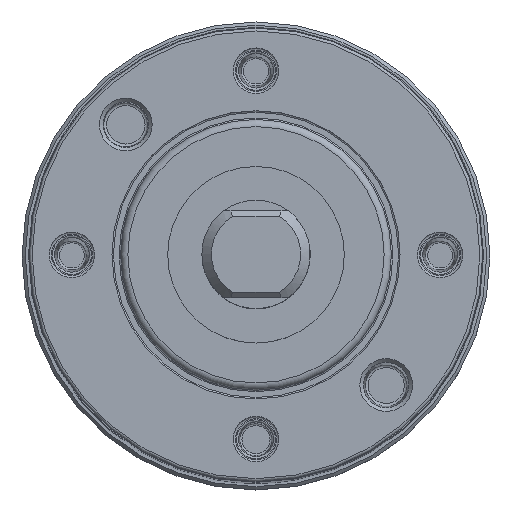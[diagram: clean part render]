
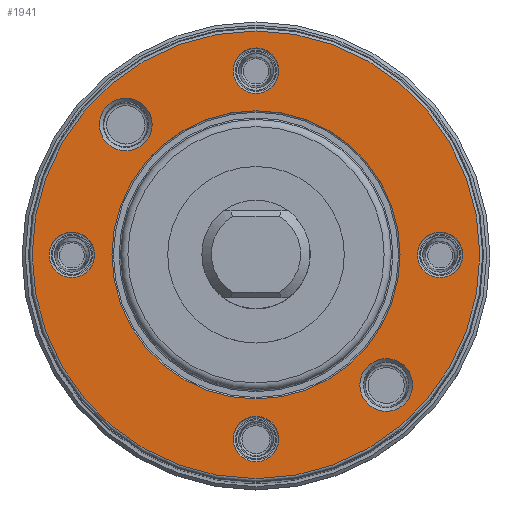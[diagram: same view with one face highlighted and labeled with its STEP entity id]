
A CAD part, top view. The second image highlights one B-rep face of the part: STEP entity #1941.
In plain terms, the highlighted planar face has unit normal (0, 0, 1).
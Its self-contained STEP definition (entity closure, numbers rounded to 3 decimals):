
#112=PLANE('',#2306);
#310=FACE_BOUND('',#751,.T.);
#311=FACE_BOUND('',#752,.T.);
#312=FACE_BOUND('',#753,.T.);
#313=FACE_BOUND('',#754,.T.);
#314=FACE_BOUND('',#755,.T.);
#315=FACE_BOUND('',#756,.T.);
#316=FACE_BOUND('',#757,.T.);
#482=FACE_OUTER_BOUND('',#750,.T.);
#750=EDGE_LOOP('',(#1625));
#751=EDGE_LOOP('',(#1626));
#752=EDGE_LOOP('',(#1627));
#753=EDGE_LOOP('',(#1628));
#754=EDGE_LOOP('',(#1629));
#755=EDGE_LOOP('',(#1630));
#756=EDGE_LOOP('',(#1631));
#757=EDGE_LOOP('',(#1632));
#922=CIRCLE('',#2177,2.1);
#949=CIRCLE('',#2222,13.3);
#965=CIRCLE('',#2256,2.433);
#968=CIRCLE('',#2262,2.433);
#974=CIRCLE('',#2273,2.1);
#978=CIRCLE('',#2280,2.1);
#982=CIRCLE('',#2287,2.1);
#984=CIRCLE('',#2291,20.667);
#1081=VERTEX_POINT('',#3229);
#1115=VERTEX_POINT('',#3326);
#1137=VERTEX_POINT('',#3586);
#1140=VERTEX_POINT('',#3595);
#1146=VERTEX_POINT('',#3612);
#1150=VERTEX_POINT('',#3623);
#1154=VERTEX_POINT('',#3634);
#1156=VERTEX_POINT('',#3640);
#1262=EDGE_CURVE('',#1081,#1081,#922,.T.);
#1297=EDGE_CURVE('',#1115,#1115,#949,.T.);
#1319=EDGE_CURVE('',#1137,#1137,#965,.T.);
#1322=EDGE_CURVE('',#1140,#1140,#968,.T.);
#1328=EDGE_CURVE('',#1146,#1146,#974,.T.);
#1332=EDGE_CURVE('',#1150,#1150,#978,.T.);
#1336=EDGE_CURVE('',#1154,#1154,#982,.T.);
#1338=EDGE_CURVE('',#1156,#1156,#984,.T.);
#1625=ORIENTED_EDGE('',*,*,#1338,.F.);
#1626=ORIENTED_EDGE('',*,*,#1297,.T.);
#1627=ORIENTED_EDGE('',*,*,#1319,.F.);
#1628=ORIENTED_EDGE('',*,*,#1322,.F.);
#1629=ORIENTED_EDGE('',*,*,#1262,.F.);
#1630=ORIENTED_EDGE('',*,*,#1328,.F.);
#1631=ORIENTED_EDGE('',*,*,#1332,.F.);
#1632=ORIENTED_EDGE('',*,*,#1336,.F.);
#1941=ADVANCED_FACE('',(#482,#310,#311,#312,#313,#314,#315,#316),#112,.T.);
#2177=AXIS2_PLACEMENT_3D('',#3230,#2601,#2602);
#2222=AXIS2_PLACEMENT_3D('',#3327,#2695,#2696);
#2256=AXIS2_PLACEMENT_3D('',#3587,#2763,#2764);
#2262=AXIS2_PLACEMENT_3D('',#3596,#2775,#2776);
#2273=AXIS2_PLACEMENT_3D('',#3613,#2797,#2798);
#2280=AXIS2_PLACEMENT_3D('',#3624,#2811,#2812);
#2287=AXIS2_PLACEMENT_3D('',#3635,#2825,#2826);
#2291=AXIS2_PLACEMENT_3D('',#3641,#2833,#2834);
#2306=AXIS2_PLACEMENT_3D('',#3662,#2863,#2864);
#2601=DIRECTION('center_axis',(0.,0.,1.));
#2602=DIRECTION('ref_axis',(0.,1.,0.));
#2695=DIRECTION('center_axis',(0.,0.,-1.));
#2696=DIRECTION('ref_axis',(-1.,0.,0.));
#2763=DIRECTION('center_axis',(0.,0.,1.));
#2764=DIRECTION('ref_axis',(-1.,0.,0.));
#2775=DIRECTION('center_axis',(0.,0.,1.));
#2776=DIRECTION('ref_axis',(1.,0.,0.));
#2797=DIRECTION('center_axis',(0.,0.,1.));
#2798=DIRECTION('ref_axis',(-1.,0.,0.));
#2811=DIRECTION('center_axis',(0.,0.,1.));
#2812=DIRECTION('ref_axis',(0.,-1.,0.));
#2825=DIRECTION('center_axis',(0.,0.,1.));
#2826=DIRECTION('ref_axis',(1.,0.,0.));
#2833=DIRECTION('center_axis',(0.,0.,-1.));
#2834=DIRECTION('ref_axis',(-1.,0.,0.));
#2863=DIRECTION('center_axis',(0.,0.,1.));
#2864=DIRECTION('ref_axis',(1.,0.,0.));
#3229=CARTESIAN_POINT('',(0.,-14.9,59.3));
#3230=CARTESIAN_POINT('Origin',(0.,-17.,59.3));
#3326=CARTESIAN_POINT('',(-13.3,0.,59.3));
#3327=CARTESIAN_POINT('Origin',(0.,0.,59.3));
#3586=CARTESIAN_POINT('',(-14.454,12.021,59.3));
#3587=CARTESIAN_POINT('Origin',(-12.021,12.021,59.3));
#3595=CARTESIAN_POINT('',(14.454,-12.021,59.3));
#3596=CARTESIAN_POINT('Origin',(12.021,-12.021,59.3));
#3612=CARTESIAN_POINT('',(14.9,0.,59.3));
#3613=CARTESIAN_POINT('Origin',(17.,0.,59.3));
#3623=CARTESIAN_POINT('',(0.,14.9,59.3));
#3624=CARTESIAN_POINT('Origin',(0.,17.,59.3));
#3634=CARTESIAN_POINT('',(-14.9,0.,59.3));
#3635=CARTESIAN_POINT('Origin',(-17.,0.,59.3));
#3640=CARTESIAN_POINT('',(-20.667,0.,59.3));
#3641=CARTESIAN_POINT('Origin',(0.,0.,59.3));
#3662=CARTESIAN_POINT('Origin',(-12.5,0.,59.3));
